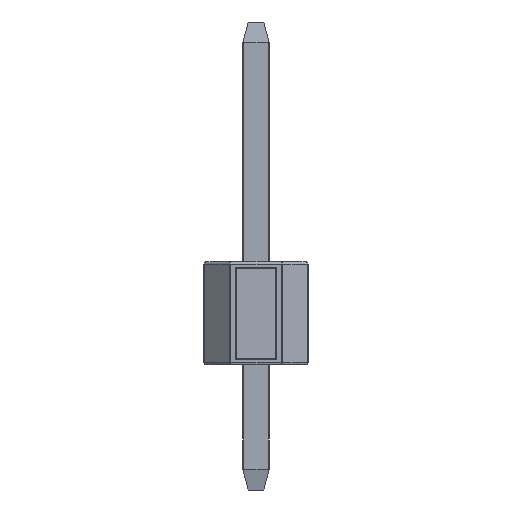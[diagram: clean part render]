
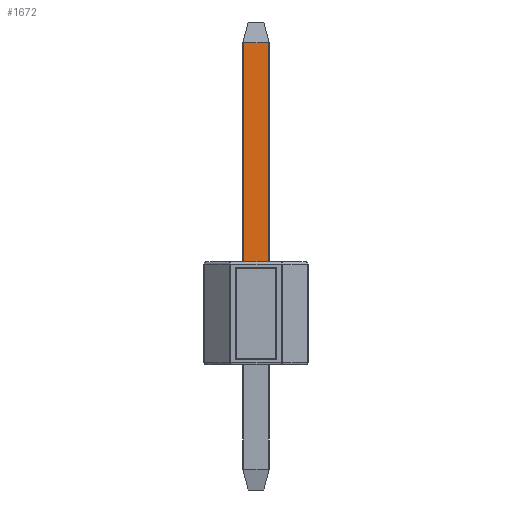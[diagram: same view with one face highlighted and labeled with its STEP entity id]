
A CAD part, left-side view. The second image highlights one B-rep face of the part: STEP entity #1672.
In plain terms, the highlighted planar face has unit normal (-1, 0, 0).
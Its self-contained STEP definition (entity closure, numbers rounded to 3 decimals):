
#323=FACE_OUTER_BOUND('',#417,.T.);
#417=EDGE_LOOP('',(#1362,#1363,#1364,#1365));
#526=LINE('',#2752,#666);
#549=LINE('',#2800,#689);
#550=LINE('',#2802,#690);
#551=LINE('',#2803,#691);
#666=VECTOR('',#2260,10.);
#689=VECTOR('',#2311,10.);
#690=VECTOR('',#2312,10.);
#691=VECTOR('',#2313,10.);
#730=VERTEX_POINT('',#2493);
#733=VERTEX_POINT('',#2500);
#812=VERTEX_POINT('',#2799);
#813=VERTEX_POINT('',#2801);
#982=EDGE_CURVE('',#733,#730,#526,.T.);
#1005=EDGE_CURVE('',#812,#730,#549,.T.);
#1006=EDGE_CURVE('',#813,#812,#550,.T.);
#1007=EDGE_CURVE('',#733,#813,#551,.T.);
#1362=ORIENTED_EDGE('',*,*,#982,.T.);
#1363=ORIENTED_EDGE('',*,*,#1005,.F.);
#1364=ORIENTED_EDGE('',*,*,#1006,.F.);
#1365=ORIENTED_EDGE('',*,*,#1007,.F.);
#1495=PLANE('',#1872);
#1672=ADVANCED_FACE('',(#323),#1495,.T.);
#1872=AXIS2_PLACEMENT_3D('',#2798,#2309,#2310);
#2260=DIRECTION('',(0.,-1.,0.));
#2309=DIRECTION('center_axis',(-1.,0.,0.));
#2310=DIRECTION('ref_axis',(0.,0.,1.));
#2311=DIRECTION('',(0.,0.,-1.));
#2312=DIRECTION('',(0.,-1.,0.));
#2313=DIRECTION('',(0.,0.,1.));
#2493=CARTESIAN_POINT('',(-0.32,-0.297,2.5));
#2500=CARTESIAN_POINT('',(-0.32,0.292,2.5));
#2752=CARTESIAN_POINT('',(-0.32,-0.003,2.5));
#2798=CARTESIAN_POINT('Origin',(-0.32,-0.003,2.645));
#2799=CARTESIAN_POINT('',(-0.32,-0.297,7.832));
#2800=CARTESIAN_POINT('',(-0.32,-0.297,5.493));
#2801=CARTESIAN_POINT('',(-0.32,0.292,7.832));
#2802=CARTESIAN_POINT('',(-0.32,0.158,7.832));
#2803=CARTESIAN_POINT('',(-0.32,0.292,-0.202));
